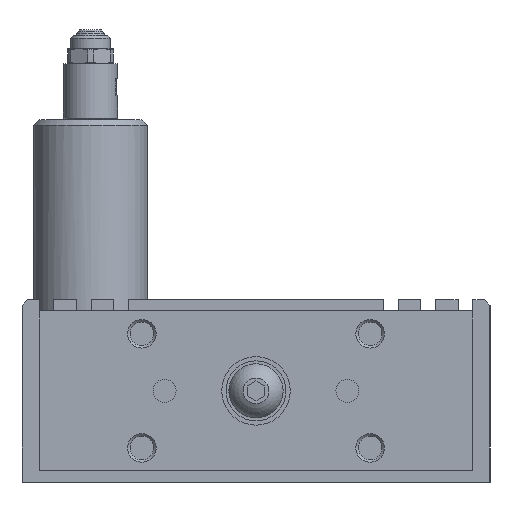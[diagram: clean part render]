
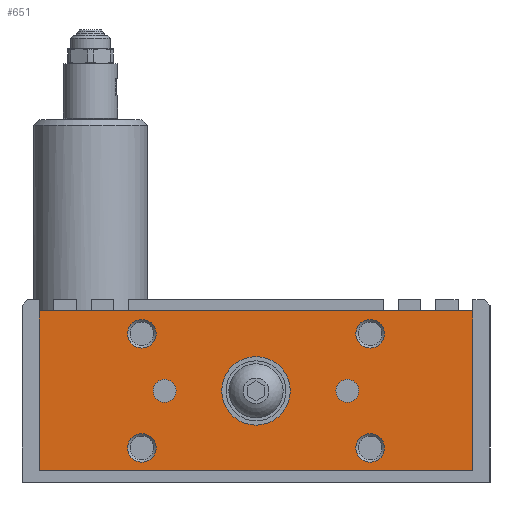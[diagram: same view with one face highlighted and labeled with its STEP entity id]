
A CAD part, left-side view. The second image highlights one B-rep face of the part: STEP entity #651.
In plain terms, the highlighted planar face has unit normal (-1, 0, 0).
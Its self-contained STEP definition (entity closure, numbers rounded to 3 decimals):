
#651 = ADVANCED_FACE( '', ( #1502, #1503, #1504, #1505, #1506, #1507, #1508, #1509 ), #1510, .F. );
#1502 = FACE_BOUND( '', #2494, .T. );
#1503 = FACE_BOUND( '', #2495, .T. );
#1504 = FACE_BOUND( '', #2496, .T. );
#1505 = FACE_BOUND( '', #2497, .T. );
#1506 = FACE_BOUND( '', #2498, .T. );
#1507 = FACE_BOUND( '', #2499, .T. );
#1508 = FACE_BOUND( '', #2500, .T. );
#1509 = FACE_OUTER_BOUND( '', #2501, .T. );
#1510 = PLANE( '', #2502 );
#2494 = EDGE_LOOP( '', ( #4236 ) );
#2495 = EDGE_LOOP( '', ( #4237 ) );
#2496 = EDGE_LOOP( '', ( #4238 ) );
#2497 = EDGE_LOOP( '', ( #4239 ) );
#2498 = EDGE_LOOP( '', ( #4240 ) );
#2499 = EDGE_LOOP( '', ( #4241 ) );
#2500 = EDGE_LOOP( '', ( #4242 ) );
#2501 = EDGE_LOOP( '', ( #4243, #4244, #4245, #4246 ) );
#2502 = AXIS2_PLACEMENT_3D( '', #4247, #4248, #4249 );
#4236 = ORIENTED_EDGE( '', *, *, #5504, .F. );
#4237 = ORIENTED_EDGE( '', *, *, #5018, .T. );
#4238 = ORIENTED_EDGE( '', *, *, #5576, .T. );
#4239 = ORIENTED_EDGE( '', *, *, #5059, .F. );
#4240 = ORIENTED_EDGE( '', *, *, #5390, .F. );
#4241 = ORIENTED_EDGE( '', *, *, #5320, .T. );
#4242 = ORIENTED_EDGE( '', *, *, #5372, .T. );
#4243 = ORIENTED_EDGE( '', *, *, #5578, .F. );
#4244 = ORIENTED_EDGE( '', *, *, #5579, .F. );
#4245 = ORIENTED_EDGE( '', *, *, #5580, .F. );
#4246 = ORIENTED_EDGE( '', *, *, #5398, .F. );
#4247 = CARTESIAN_POINT( '', ( -61., 38., 30. ) );
#4248 = DIRECTION( '', ( 1., 0., 0. ) );
#4249 = DIRECTION( '', ( 0., 0., 1. ) );
#5018 = EDGE_CURVE( '', #5862, #5862, #5863, .T. );
#5059 = EDGE_CURVE( '', #5933, #5933, #5934, .T. );
#5320 = EDGE_CURVE( '', #6360, #6360, #6361, .T. );
#5372 = EDGE_CURVE( '', #6434, #6434, #6435, .T. );
#5390 = EDGE_CURVE( '', #6459, #6459, #6460, .T. );
#5398 = EDGE_CURVE( '', #6472, #6474, #6475, .T. );
#5504 = EDGE_CURVE( '', #6621, #6621, #6622, .T. );
#5576 = EDGE_CURVE( '', #6714, #6714, #6715, .T. );
#5578 = EDGE_CURVE( '', #6717, #6472, #6718, .T. );
#5579 = EDGE_CURVE( '', #6719, #6717, #6720, .T. );
#5580 = EDGE_CURVE( '', #6474, #6719, #6721, .T. );
#5862 = VERTEX_POINT( '', #7084 );
#5863 = CIRCLE( '', #7085, 2.01 );
#5933 = VERTEX_POINT( '', #7355 );
#5934 = CIRCLE( '', #7356, 2.5 );
#6360 = VERTEX_POINT( '', #8018 );
#6361 = CIRCLE( '', #8019, 2.5 );
#6434 = VERTEX_POINT( '', #8120 );
#6435 = CIRCLE( '', #8121, 6. );
#6459 = VERTEX_POINT( '', #8149 );
#6460 = CIRCLE( '', #8150, 2.5 );
#6472 = VERTEX_POINT( '', #8163 );
#6474 = VERTEX_POINT( '', #8166 );
#6475 = LINE( '', #8167, #8168 );
#6621 = VERTEX_POINT( '', #8442 );
#6622 = CIRCLE( '', #8443, 2.01 );
#6714 = VERTEX_POINT( '', #8566 );
#6715 = CIRCLE( '', #8567, 2.5 );
#6717 = VERTEX_POINT( '', #8569 );
#6718 = LINE( '', #8570, #8571 );
#6719 = VERTEX_POINT( '', #8572 );
#6720 = LINE( '', #8573, #8574 );
#6721 = LINE( '', #8575, #8576 );
#7084 = CARTESIAN_POINT( '', ( -61., -13.99, 16. ) );
#7085 = AXIS2_PLACEMENT_3D( '', #8862, #8863, #8864 );
#7355 = CARTESIAN_POINT( '', ( -61., -17.5, 6. ) );
#7356 = AXIS2_PLACEMENT_3D( '', #8909, #8910, #8911 );
#8018 = CARTESIAN_POINT( '', ( -61., -17.5, 26. ) );
#8019 = AXIS2_PLACEMENT_3D( '', #9261, #9262, #9263 );
#8120 = CARTESIAN_POINT( '', ( -61., 6., 16. ) );
#8121 = AXIS2_PLACEMENT_3D( '', #9326, #9327, #9328 );
#8149 = CARTESIAN_POINT( '', ( -61., 17.5, 26. ) );
#8150 = AXIS2_PLACEMENT_3D( '', #9348, #9349, #9350 );
#8163 = CARTESIAN_POINT( '', ( -61., 38., 30. ) );
#8166 = CARTESIAN_POINT( '', ( -61., -38., 30. ) );
#8167 = CARTESIAN_POINT( '', ( -61., 38., 30. ) );
#8168 = VECTOR( '', #9362, 1000. );
#8442 = CARTESIAN_POINT( '', ( -61., 13.99, 16. ) );
#8443 = AXIS2_PLACEMENT_3D( '', #9468, #9469, #9470 );
#8566 = CARTESIAN_POINT( '', ( -61., 17.5, 6. ) );
#8567 = AXIS2_PLACEMENT_3D( '', #9551, #9552, #9553 );
#8569 = CARTESIAN_POINT( '', ( -61., 38., 2. ) );
#8570 = CARTESIAN_POINT( '', ( -61., 38., 2. ) );
#8571 = VECTOR( '', #9554, 1000. );
#8572 = CARTESIAN_POINT( '', ( -61., -38., 2. ) );
#8573 = CARTESIAN_POINT( '', ( -61., -38., 2. ) );
#8574 = VECTOR( '', #9555, 1000. );
#8575 = CARTESIAN_POINT( '', ( -61., -38., 30. ) );
#8576 = VECTOR( '', #9556, 1000. );
#8862 = CARTESIAN_POINT( '', ( -61., -16., 16. ) );
#8863 = DIRECTION( '', ( 1., 0., 0. ) );
#8864 = DIRECTION( '', ( 0., 1., 0. ) );
#8909 = CARTESIAN_POINT( '', ( -61., -20., 6. ) );
#8910 = DIRECTION( '', ( -1., 0., 0. ) );
#8911 = DIRECTION( '', ( 0., 1., 0. ) );
#9261 = CARTESIAN_POINT( '', ( -61., -20., 26. ) );
#9262 = DIRECTION( '', ( 1., 0., 0. ) );
#9263 = DIRECTION( '', ( 0., 1., 0. ) );
#9326 = CARTESIAN_POINT( '', ( -61., 0., 16. ) );
#9327 = DIRECTION( '', ( 1., 0., 0. ) );
#9328 = DIRECTION( '', ( 0., 1., 0. ) );
#9348 = CARTESIAN_POINT( '', ( -61., 20., 26. ) );
#9349 = DIRECTION( '', ( -1., 0., 0. ) );
#9350 = DIRECTION( '', ( 0., -1., 0. ) );
#9362 = DIRECTION( '', ( 0., -1., 0. ) );
#9468 = CARTESIAN_POINT( '', ( -61., 16., 16. ) );
#9469 = DIRECTION( '', ( -1., 0., 0. ) );
#9470 = DIRECTION( '', ( 0., -1., 0. ) );
#9551 = CARTESIAN_POINT( '', ( -61., 20., 6. ) );
#9552 = DIRECTION( '', ( 1., 0., 0. ) );
#9553 = DIRECTION( '', ( 0., -1., 0. ) );
#9554 = DIRECTION( '', ( 0., 0., 1. ) );
#9555 = DIRECTION( '', ( 0., 1., 0. ) );
#9556 = DIRECTION( '', ( 0., 0., -1. ) );
